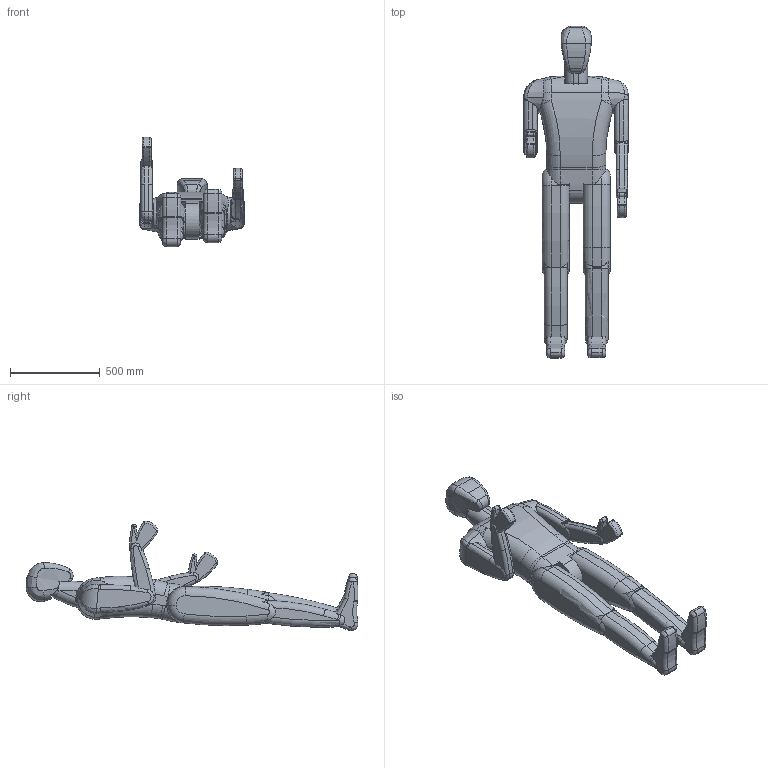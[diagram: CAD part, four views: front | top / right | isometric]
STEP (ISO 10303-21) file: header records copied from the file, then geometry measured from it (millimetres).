
FILE_DESCRIPTION (( 'STEP AP203' ), '1' );
FILE_NAME ('robot1.STEP', '2017-12-28T07:39:48', ( '' ), ( '' ), 'SwSTEP 2.0', 'SolidWorks 2015', '' );
FILE_SCHEMA (( 'CONFIG_CONTROL_DESIGN' ));
Length unit declared in the file: millimetre
Products named in the file (10): Huvud; Hand; Lsr; robot1; Smalben; Fot; +verarm; Nacke; Underarm; Kropp
Assembly tree (15 placements, depth 2):
  robot1
    Kropp
    Nacke
    Huvud
    +verarm  x2
    Underarm  x2
    Hand  x2
    Lsr  x2
    Smalben  x2
    Fot  x2
Bounding box: 581.63 x 1848.74 x 609.82 mm (x, y, z)
Volume: 104623923.8 mm3; surface area: 3374425.8 mm2
Topology: 15 solids, 15 shells, 445 faces, 1081 edges, 662 vertices
Faces by surface type: torus 142, cylinder 122, plane 78, bspline 75, sphere 24, cone 4
Entity records: 32195 total; most frequent: CARTESIAN_POINT 24620, ORIENTED_EDGE 1378, DIRECTION 1354, EDGE_CURVE 689, AXIS2_PLACEMENT_3D 619, VERTEX_POINT 424, CIRCLE 370, EDGE_LOOP 283
